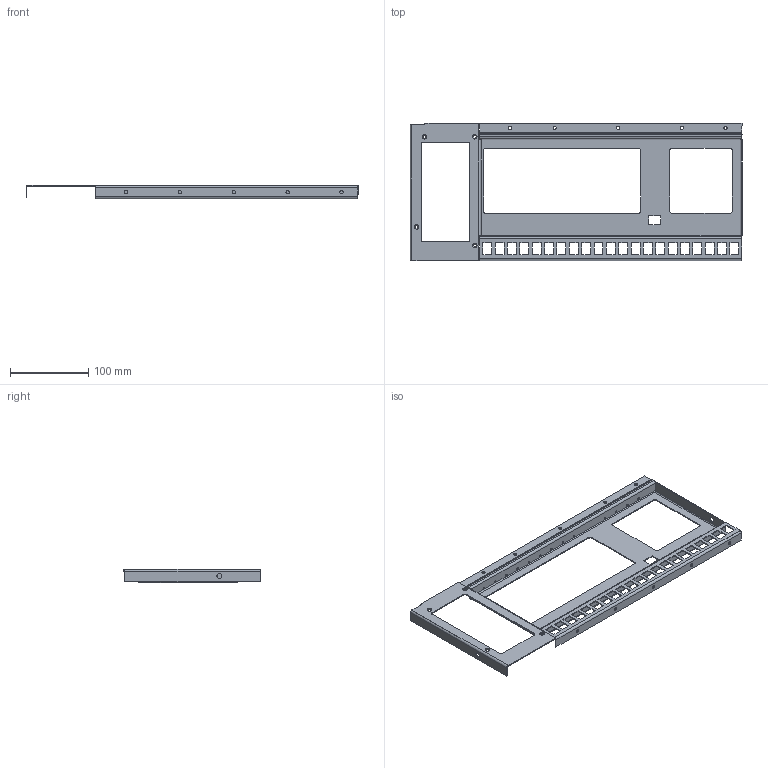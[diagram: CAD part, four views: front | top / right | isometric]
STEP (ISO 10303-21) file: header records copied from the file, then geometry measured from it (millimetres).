
FILE_DESCRIPTION (( 'STEP AP203' ), '1' );
FILE_NAME ('D1700344-v4.STEP', '2017-10-31T18:35:58', ( '' ), ( '' ), 'SwSTEP 2.0', 'SolidWorks 2017', '' );
FILE_SCHEMA (( 'CONFIG_CONTROL_DESIGN' ));
Length unit declared in the file: inch
Products named in the file (1): D1700344-v4
Bounding box: 423.01 x 174.62 x 17.09 mm (x, y, z)
Volume: 69901.3 mm3; surface area: 120321.8 mm2
Topology: 1 solids, 1 shells, 244 faces, 672 edges, 430 vertices
Faces by surface type: plane 180, cylinder 60, cone 4
Full cylindrical faces by diameter (mm): 2.705 x14, 4.216 x10, 6.35 x2
Entity records: 7535 total; most frequent: CARTESIAN_POINT 1257, DIRECTION 1234, ORIENTED_EDGE 1224, EDGE_CURVE 612, LINE 480, VECTOR 480, VERTEX_POINT 400, EDGE_LOOP 384
